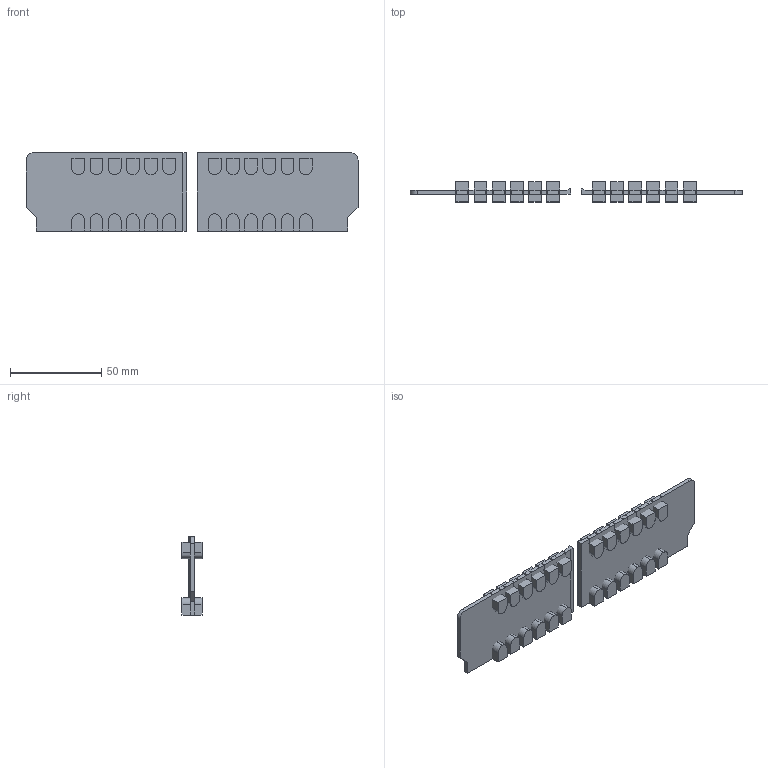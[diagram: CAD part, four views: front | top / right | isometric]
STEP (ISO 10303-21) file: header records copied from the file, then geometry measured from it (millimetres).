
FILE_DESCRIPTION(('HOOPS Exchange Step'),'2;1');
FILE_NAME('temp_export','2021-02-10T20:38:14+01:00',('mobile'),('Shapr3D Limited'),'HOOPS Exchange 2020.2','Shapr3D','Authorized');
FILE_SCHEMA( ('AP203_CONFIGURATION_CONTROLLED_3D_DESIGN_OF_MECHANICAL_PARTS_AND_ASSEMBLIES_MIM_LF') );
Length unit declared in the file: millimetre
Products named in the file (7): 0; B28F0329-86B9-4F47-AD9C-F984713F80E4.tmp
Assembly tree (6 placements, depth 3):
  B28F0329-86B9-4F47-AD9C-F984713F80E4.tmp
    0
      0
      0
    0
      0
      0
Bounding box: 182.4 x 11 x 43 mm (x, y, z)
Volume: 38136 mm3; surface area: 39855.6 mm2
Topology: 51 solids, 51 shells, 876 faces, 2237 edges, 1492 vertices
Faces by surface type: plane 656, cylinder 198, bspline 12, extrusion 10
Entity records: 27902 total; most frequent: CARTESIAN_POINT 6041, ORIENTED_EDGE 4474, DIRECTION 4392, EDGE_CURVE 2237, VECTOR 1806, LINE 1796, VERTEX_POINT 1492, AXIS2_PLACEMENT_3D 1293
